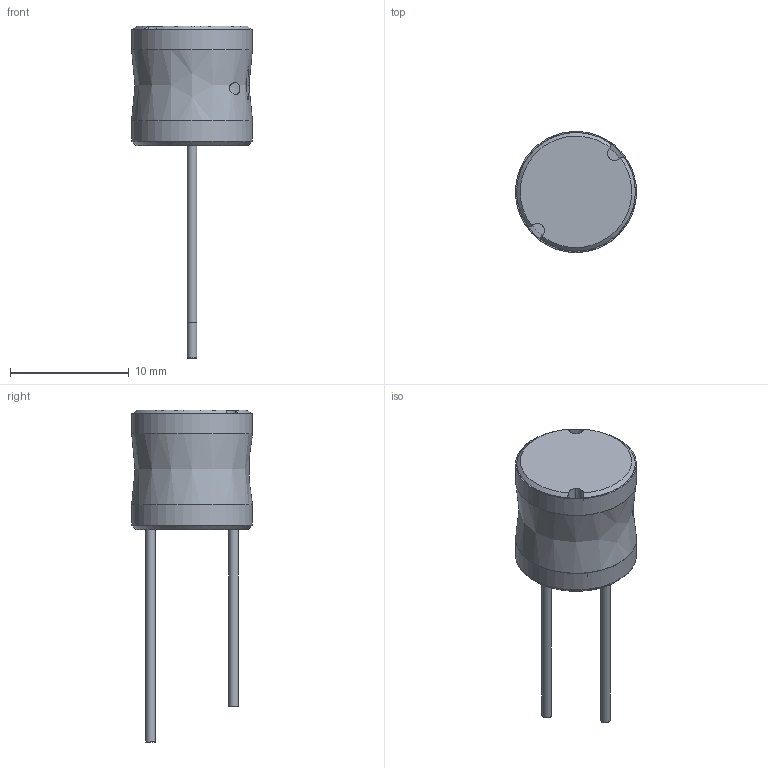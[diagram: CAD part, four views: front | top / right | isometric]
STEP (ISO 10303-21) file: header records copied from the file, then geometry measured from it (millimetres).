
FILE_DESCRIPTION( ('This file contains a STEP AP42 implementation' ,'as created by ZW3D STEP Interface translator.') ,'2;1' );
FILE_NAME( 'RB1010-L.stp' ,'14 925.115426', (''), ('ZWCAD Software Co.'), 'Version 1.0', 'ZW3D to STEP translator', '' );
FILE_SCHEMA( ('CONFIG_CONTROL_DESIGN') );
Length unit declared in the file: millimetre
Products named in the file (1): 0
Bounding box: 10.2 x 10.2 x 28 mm (x, y, z)
Volume: 424.5 mm3; surface area: 1262.9 mm2
Topology: 8 solids, 8 shells, 131 faces, 320 edges, 210 vertices
Faces by surface type: bspline 131
Entity records: 4727 total; most frequent: CARTESIAN_POINT 2807, ORIENTED_EDGE 640, EDGE_CURVE 320, B_SPLINE_CURVE_WITH_KNOTS 226, VERTEX_POINT 210, EDGE_LOOP 140, FACE_OUTER_BOUND 131, ADVANCED_FACE 131
